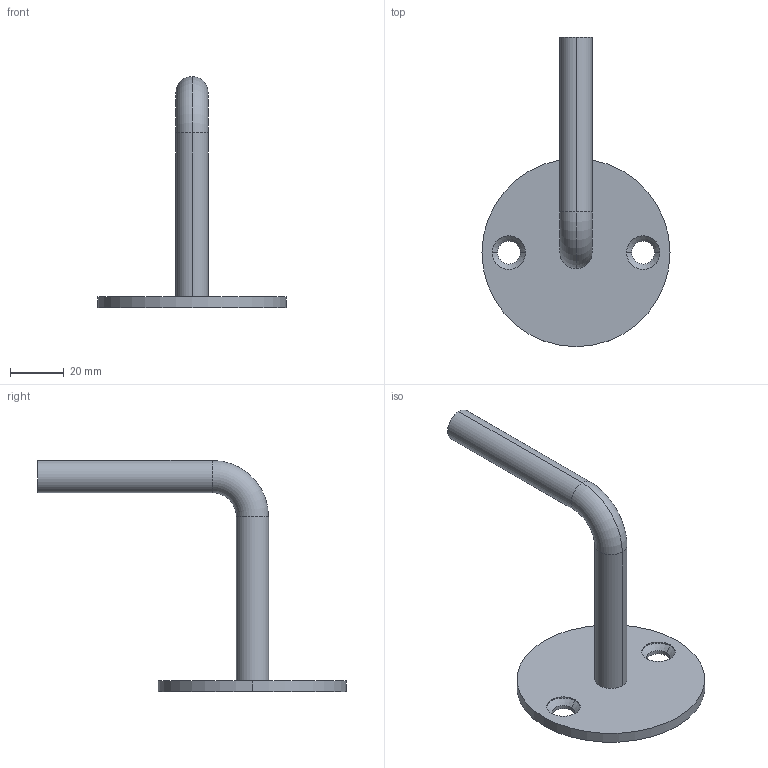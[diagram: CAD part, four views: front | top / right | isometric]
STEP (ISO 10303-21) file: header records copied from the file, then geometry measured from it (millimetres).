
FILE_DESCRIPTION (( 'STEP AP203' ), '1' );
FILE_NAME ('50303-240-V.STEP', '2020-09-09T06:41:01', ( '' ), ( '' ), 'SwSTEP 2.0', 'SolidWorks 2018', '' );
FILE_SCHEMA (( 'CONFIG_CONTROL_DESIGN' ));
Length unit declared in the file: millimetre
Products named in the file (2): 50303-240-V
Bounding box: 70 x 115 x 86 mm (x, y, z)
Volume: 31163.2 mm3; surface area: 14474 mm2
Topology: 1 solids, 1 shells, 272 faces, 713 edges, 469 vertices
Faces by surface type: plane 129, bspline 117, cylinder 16, cone 8, torus 2
Entity records: 15036 total; most frequent: CARTESIAN_POINT 8955, ORIENTED_EDGE 1422, DIRECTION 827, EDGE_CURVE 711, VERTEX_POINT 469, VECTOR 441, LINE 441, EDGE_LOOP 304
